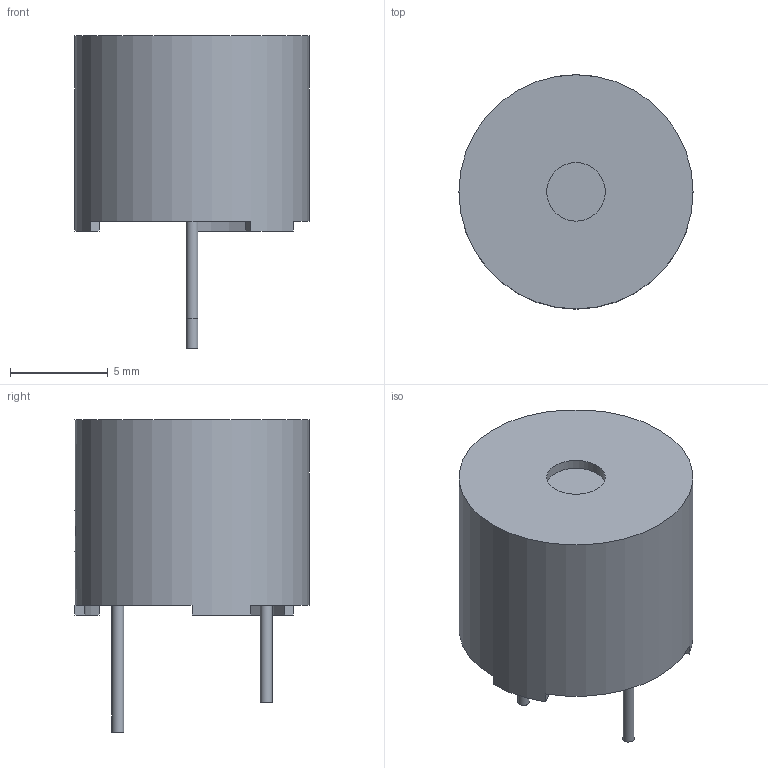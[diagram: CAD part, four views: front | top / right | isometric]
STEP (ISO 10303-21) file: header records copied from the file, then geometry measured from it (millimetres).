
FILE_DESCRIPTION(('FreeCAD Model'),'2;1');
FILE_NAME('HCM12X.stp', '2014-10-18T19:55:34',('FreeCAD'),('FreeCAD'), 'Open CASCADE STEP processor 6.6','FreeCAD','Unknown');
FILE_SCHEMA(('AUTOMOTIVE_DESIGN_CC2 { 1 2 10303 214 -1 1 5 4 }'));
Length unit declared in the file: millimetre
Products named in the file (3): Pad001; Pad002; Cut
Bounding box: 12 x 12 x 16 mm (x, y, z)
Volume: 1076.1 mm3; surface area: 623.7 mm2
Topology: 3 solids, 3 shells, 44 faces, 94 edges, 58 vertices
Faces by surface type: plane 37, cylinder 7
Full cylindrical faces by diameter (mm): 0.6 x2, 3 x1, 12 x1
Entity records: 2714 total; most frequent: CARTESIAN_POINT 529, DIRECTION 338, ORIENTED_EDGE 188, PCURVE 188, DEFINITIONAL_REPRESENTATION 188, LINE 170, VECTOR 170, EDGE_CURVE 94
